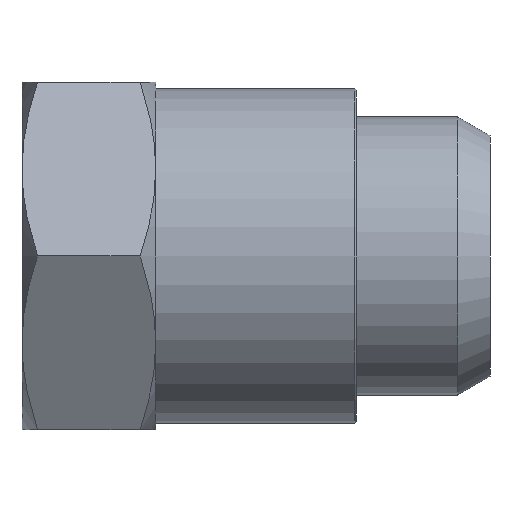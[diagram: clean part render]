
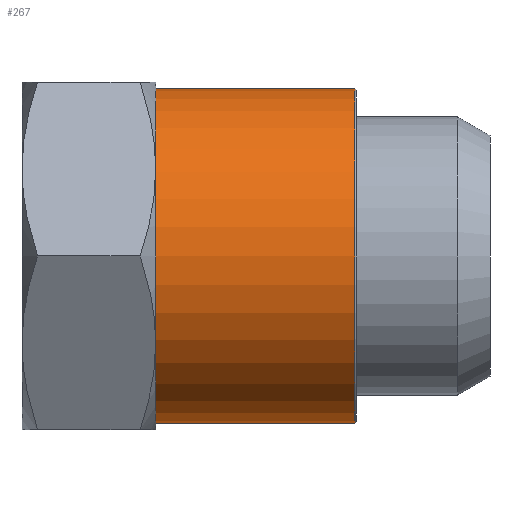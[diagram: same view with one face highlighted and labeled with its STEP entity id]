
A CAD part, left-side view. The second image highlights one B-rep face of the part: STEP entity #267.
In plain terms, the highlighted cylindrical face has radius 12.5 mm (diameter 25 mm), a partial arc.
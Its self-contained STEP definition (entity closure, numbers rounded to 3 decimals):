
#16 = CIRCLE ( 'NONE', #483, 12.5 ) ;
#25 = FACE_OUTER_BOUND ( 'NONE', #59, .T. ) ;
#34 = CIRCLE ( 'NONE', #924, 12.5 ) ;
#40 = CYLINDRICAL_SURFACE ( 'NONE', #316, 12.5 ) ;
#59 = EDGE_LOOP ( 'NONE', ( #461, #488, #194, #65 ) ) ;
#65 = ORIENTED_EDGE ( 'NONE', *, *, #276, .T. ) ;
#98 = VERTEX_POINT ( 'NONE', #407 ) ;
#112 = CARTESIAN_POINT ( 'NONE',  ( 0., 10.1, -12.5 ) ) ;
#194 = ORIENTED_EDGE ( 'NONE', *, *, #481, .T. ) ;
#248 = EDGE_CURVE ( 'NONE', #391, #683, #34, .T. ) ;
#267 = ADVANCED_FACE ( 'NONE', ( #25 ), #40, .T. ) ;
#276 = EDGE_CURVE ( 'NONE', #855, #98, #16, .T. ) ;
#316 = AXIS2_PLACEMENT_3D ( 'NONE', #672, #660, #678 ) ;
#391 = VERTEX_POINT ( 'NONE', #1009 ) ;
#407 = CARTESIAN_POINT ( 'NONE',  ( 0., 10.1, 12.5 ) ) ;
#461 = ORIENTED_EDGE ( 'NONE', *, *, #468, .F. ) ;
#468 = EDGE_CURVE ( 'NONE', #391, #98, #527, .T. ) ;
#481 = EDGE_CURVE ( 'NONE', #683, #855, #1131, .T. ) ;
#483 = AXIS2_PLACEMENT_3D ( 'NONE', #701, #704, #710 ) ;
#488 = ORIENTED_EDGE ( 'NONE', *, *, #248, .T. ) ;
#527 = LINE ( 'NONE', #1075, #1042 ) ;
#660 = DIRECTION ( 'NONE',  ( 0., -1., 0. ) ) ;
#664 = CARTESIAN_POINT ( 'NONE',  ( 0., 25., 0. ) ) ;
#666 = DIRECTION ( 'NONE',  ( 0., -1., 0. ) ) ;
#670 = DIRECTION ( 'NONE',  ( 0., 0., -1. ) ) ;
#672 = CARTESIAN_POINT ( 'NONE',  ( 0., 0., 0. ) ) ;
#678 = DIRECTION ( 'NONE',  ( 0., 0., -1. ) ) ;
#683 = VERTEX_POINT ( 'NONE', #899 ) ;
#701 = CARTESIAN_POINT ( 'NONE',  ( 0., 10.1, 0. ) ) ;
#704 = DIRECTION ( 'NONE',  ( 0., 1., 0. ) ) ;
#710 = DIRECTION ( 'NONE',  ( 0., 0., -1. ) ) ;
#855 = VERTEX_POINT ( 'NONE', #112 ) ;
#899 = CARTESIAN_POINT ( 'NONE',  ( 0., 25., -12.5 ) ) ;
#924 = AXIS2_PLACEMENT_3D ( 'NONE', #664, #666, #670 ) ;
#1009 = CARTESIAN_POINT ( 'NONE',  ( 0., 25., 12.5 ) ) ;
#1042 = VECTOR ( 'NONE', #1090, 1000. ) ;
#1075 = CARTESIAN_POINT ( 'NONE',  ( 0., 0., 12.5 ) ) ;
#1090 = DIRECTION ( 'NONE',  ( 0., -1., 0. ) ) ;
#1112 = CARTESIAN_POINT ( 'NONE',  ( 0., 0., -12.5 ) ) ;
#1128 = DIRECTION ( 'NONE',  ( 0., -1., 0. ) ) ;
#1131 = LINE ( 'NONE', #1112, #1141 ) ;
#1141 = VECTOR ( 'NONE', #1128, 1000. ) ;
